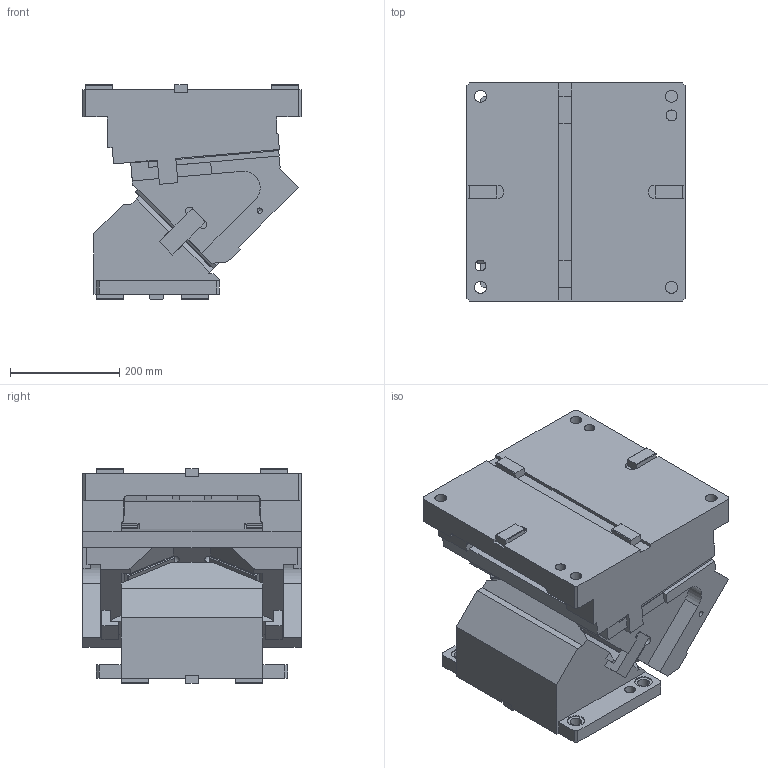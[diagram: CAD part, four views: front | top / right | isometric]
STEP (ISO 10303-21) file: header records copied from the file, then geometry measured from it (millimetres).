
FILE_DESCRIPTION(('CATIA V5 STEP Exchange'),'2;1');
FILE_NAME('CACV_400_45.stp','2015-04-24T14:20:43+00:00',('none'),('none'),'CATIA Version 5 Release 19 SP 2 (IN-10)','CATIA V5 STEP AP203','none');
FILE_SCHEMA(('CONFIG_CONTROL_DESIGN'));
Length unit declared in the file: millimetre
Products named in the file (1): CACV_400_45
Bounding box: 400 x 400 x 393 mm (x, y, z)
Volume: 33862959.2 mm3; surface area: 1533984.2 mm2
Topology: 3 solids, 12 shells, 618 faces, 1781 edges, 1173 vertices
Faces by surface type: plane 419, cylinder 163, cone 22, extrusion 6, torus 4, bspline 4
Entity records: 20818 total; most frequent: CARTESIAN_POINT 5162, ORIENTED_EDGE 3518, DIRECTION 2713, EDGE_CURVE 1759, VECTOR 1407, LINE 1401, VERTEX_POINT 1173, AXIS2_PLACEMENT_3D 761
